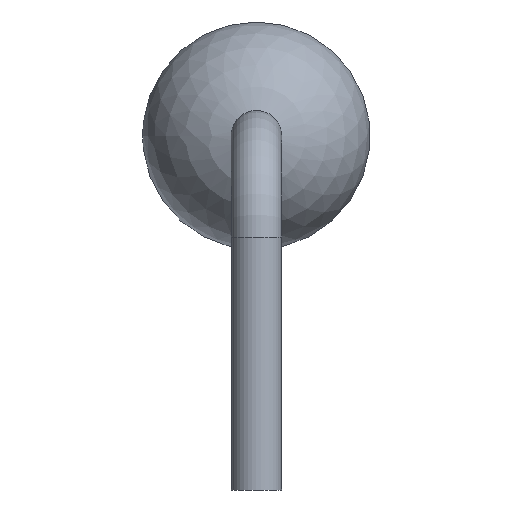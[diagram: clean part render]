
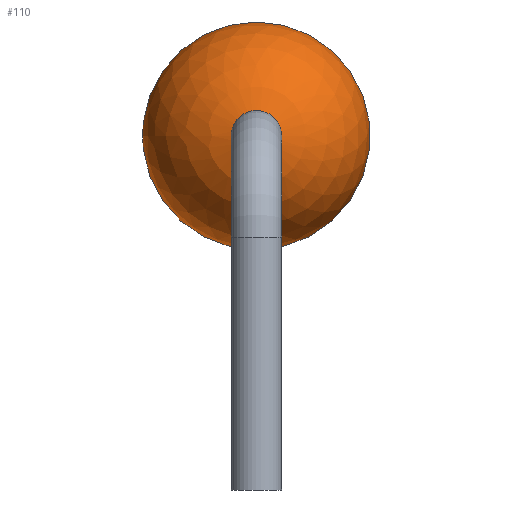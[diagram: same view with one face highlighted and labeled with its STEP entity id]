
A CAD part, left-side view. The second image highlights one B-rep face of the part: STEP entity #110.
In plain terms, the highlighted spherical face has radius 1.125 mm.
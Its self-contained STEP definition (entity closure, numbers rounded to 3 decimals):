
#21 = EDGE_CURVE('',#22,#22,#24,.T.);
#22 = VERTEX_POINT('',#23);
#23 = CARTESIAN_POINT('',(-1.878,1.098,0.));
#24 = SURFACE_CURVE('',#25,(#30,#46),.PCURVE_S1.);
#25 = CIRCLE('',#26,1.098);
#26 = AXIS2_PLACEMENT_3D('',#27,#28,#29);
#27 = CARTESIAN_POINT('',(-1.878,0.,0.));
#28 = DIRECTION('',(1.,0.,0.));
#29 = DIRECTION('',(0.,1.,0.));
#30 = PCURVE('',#31,#40);
#31 = SURFACE_OF_REVOLUTION('',#32,#37);
#32 = CIRCLE('',#33,4.);
#33 = AXIS2_PLACEMENT_3D('',#34,#35,#36);
#34 = CARTESIAN_POINT('',(-1.,5.,0.));
#35 = DIRECTION('',(0.,0.,1.));
#36 = DIRECTION('',(1.,0.,0.));
#37 = AXIS1_PLACEMENT('',#38,#39);
#38 = CARTESIAN_POINT('',(0.,0.,0.));
#39 = DIRECTION('',(1.,0.,0.));
#40 = DEFINITIONAL_REPRESENTATION('',(#41),#45);
#41 = LINE('',#42,#43);
#42 = CARTESIAN_POINT('',(0.,4.491));
#43 = VECTOR('',#44,1.);
#44 = DIRECTION('',(1.,0.));
#45 = ( GEOMETRIC_REPRESENTATION_CONTEXT(2) 
PARAMETRIC_REPRESENTATION_CONTEXT() REPRESENTATION_CONTEXT('2D SPACE',''
  ) );
#46 = PCURVE('',#47,#52);
#47 = SPHERICAL_SURFACE('',#48,1.125);
#48 = AXIS2_PLACEMENT_3D('',#49,#50,#51);
#49 = CARTESIAN_POINT('',(-2.125,0.,0.));
#50 = DIRECTION('',(-1.,-0.,-0.));
#51 = DIRECTION('',(0.,1.,0.));
#52 = DEFINITIONAL_REPRESENTATION('',(#53),#57);
#53 = LINE('',#54,#55);
#54 = CARTESIAN_POINT('',(-0.,-0.221));
#55 = VECTOR('',#56,1.);
#56 = DIRECTION('',(-1.,0.));
#57 = ( GEOMETRIC_REPRESENTATION_CONTEXT(2) 
PARAMETRIC_REPRESENTATION_CONTEXT() REPRESENTATION_CONTEXT('2D SPACE',''
  ) );
#110 = ADVANCED_FACE('',(#111),#47,.T.);
#111 = FACE_BOUND('',#112,.F.);
#112 = EDGE_LOOP('',(#113,#137,#164,#184,#185));
#113 = ORIENTED_EDGE('',*,*,#114,.T.);
#114 = EDGE_CURVE('',#22,#115,#117,.T.);
#115 = VERTEX_POINT('',#116);
#116 = CARTESIAN_POINT('',(-3.222,0.25,0.));
#117 = SEAM_CURVE('',#118,(#123,#130),.PCURVE_S1.);
#118 = CIRCLE('',#119,1.125);
#119 = AXIS2_PLACEMENT_3D('',#120,#121,#122);
#120 = CARTESIAN_POINT('',(-2.125,0.,0.));
#121 = DIRECTION('',(0.,0.,1.));
#122 = DIRECTION('',(1.,0.,0.));
#123 = PCURVE('',#47,#124);
#124 = DEFINITIONAL_REPRESENTATION('',(#125),#129);
#125 = LINE('',#126,#127);
#126 = CARTESIAN_POINT('',(-6.283,-1.571));
#127 = VECTOR('',#128,1.);
#128 = DIRECTION('',(-0.,1.));
#129 = ( GEOMETRIC_REPRESENTATION_CONTEXT(2) 
PARAMETRIC_REPRESENTATION_CONTEXT() REPRESENTATION_CONTEXT('2D SPACE',''
  ) );
#130 = PCURVE('',#47,#131);
#131 = DEFINITIONAL_REPRESENTATION('',(#132),#136);
#132 = LINE('',#133,#134);
#133 = CARTESIAN_POINT('',(-0.,-1.571));
#134 = VECTOR('',#135,1.);
#135 = DIRECTION('',(-0.,1.));
#136 = ( GEOMETRIC_REPRESENTATION_CONTEXT(2) 
PARAMETRIC_REPRESENTATION_CONTEXT() REPRESENTATION_CONTEXT('2D SPACE',''
  ) );
#137 = ORIENTED_EDGE('',*,*,#138,.T.);
#138 = EDGE_CURVE('',#115,#139,#141,.T.);
#139 = VERTEX_POINT('',#140);
#140 = CARTESIAN_POINT('',(-3.222,-0.25,0.));
#141 = SURFACE_CURVE('',#142,(#147,#153),.PCURVE_S1.);
#142 = CIRCLE('',#143,0.25);
#143 = AXIS2_PLACEMENT_3D('',#144,#145,#146);
#144 = CARTESIAN_POINT('',(-3.222,0.,0.));
#145 = DIRECTION('',(-1.,0.,0.));
#146 = DIRECTION('',(0.,0.,-1.));
#147 = PCURVE('',#47,#148);
#148 = DEFINITIONAL_REPRESENTATION('',(#149),#152);
#149 = B_SPLINE_CURVE_WITH_KNOTS('',1,(#150,#151),.UNSPECIFIED.,.F.,.F.,
  (2,2),(4.712,7.854),.PIECEWISE_BEZIER_KNOTS.);
#150 = CARTESIAN_POINT('',(-6.283,1.347));
#151 = CARTESIAN_POINT('',(-3.142,1.347));
#152 = ( GEOMETRIC_REPRESENTATION_CONTEXT(2) 
PARAMETRIC_REPRESENTATION_CONTEXT() REPRESENTATION_CONTEXT('2D SPACE',''
  ) );
#153 = PCURVE('',#154,#159);
#154 = CYLINDRICAL_SURFACE('',#155,0.25);
#155 = AXIS2_PLACEMENT_3D('',#156,#157,#158);
#156 = CARTESIAN_POINT('',(4.08,0.,0.));
#157 = DIRECTION('',(-1.,0.,0.));
#158 = DIRECTION('',(0.,1.,0.));
#159 = DEFINITIONAL_REPRESENTATION('',(#160),#163);
#160 = B_SPLINE_CURVE_WITH_KNOTS('',1,(#161,#162),.UNSPECIFIED.,.F.,.F.,
  (2,2),(4.712,7.854),.PIECEWISE_BEZIER_KNOTS.);
#161 = CARTESIAN_POINT('',(0.,7.302));
#162 = CARTESIAN_POINT('',(3.142,7.302));
#163 = ( GEOMETRIC_REPRESENTATION_CONTEXT(2) 
PARAMETRIC_REPRESENTATION_CONTEXT() REPRESENTATION_CONTEXT('2D SPACE',''
  ) );
#164 = ORIENTED_EDGE('',*,*,#165,.T.);
#165 = EDGE_CURVE('',#139,#115,#166,.T.);
#166 = SURFACE_CURVE('',#167,(#172,#178),.PCURVE_S1.);
#167 = CIRCLE('',#168,0.25);
#168 = AXIS2_PLACEMENT_3D('',#169,#170,#171);
#169 = CARTESIAN_POINT('',(-3.222,0.,0.));
#170 = DIRECTION('',(-1.,0.,0.));
#171 = DIRECTION('',(0.,0.,-1.));
#172 = PCURVE('',#47,#173);
#173 = DEFINITIONAL_REPRESENTATION('',(#174),#177);
#174 = B_SPLINE_CURVE_WITH_KNOTS('',1,(#175,#176),.UNSPECIFIED.,.F.,.F.,
  (2,2),(7.854,10.996),.PIECEWISE_BEZIER_KNOTS.);
#175 = CARTESIAN_POINT('',(3.142,1.347));
#176 = CARTESIAN_POINT('',(6.283,1.347));
#177 = ( GEOMETRIC_REPRESENTATION_CONTEXT(2) 
PARAMETRIC_REPRESENTATION_CONTEXT() REPRESENTATION_CONTEXT('2D SPACE',''
  ) );
#178 = PCURVE('',#154,#179);
#179 = DEFINITIONAL_REPRESENTATION('',(#180),#183);
#180 = B_SPLINE_CURVE_WITH_KNOTS('',1,(#181,#182),.UNSPECIFIED.,.F.,.F.,
  (2,2),(7.854,10.996),.PIECEWISE_BEZIER_KNOTS.);
#181 = CARTESIAN_POINT('',(9.425,7.302));
#182 = CARTESIAN_POINT('',(12.566,7.302));
#183 = ( GEOMETRIC_REPRESENTATION_CONTEXT(2) 
PARAMETRIC_REPRESENTATION_CONTEXT() REPRESENTATION_CONTEXT('2D SPACE',''
  ) );
#184 = ORIENTED_EDGE('',*,*,#114,.F.);
#185 = ORIENTED_EDGE('',*,*,#21,.T.);
